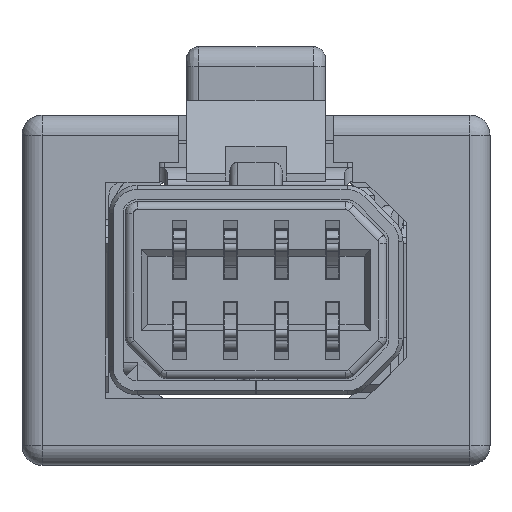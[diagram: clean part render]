
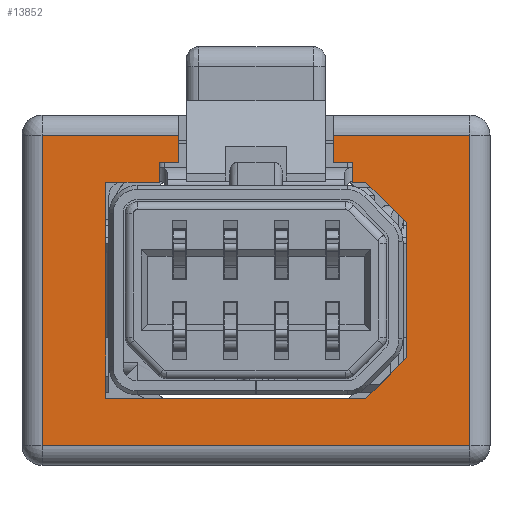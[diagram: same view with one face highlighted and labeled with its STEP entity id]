
A CAD part, front view. The second image highlights one B-rep face of the part: STEP entity #13852.
In plain terms, the highlighted planar face has unit normal (0, -1, 0).
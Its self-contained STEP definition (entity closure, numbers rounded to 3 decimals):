
#5327=CARTESIAN_POINT('',(-1.925,10.44,3.85));
#5328=VERTEX_POINT('',#5327);
#5336=CARTESIAN_POINT('',(-1.925,10.44,3.18));
#5337=VERTEX_POINT('',#5336);
#5338=CARTESIAN_POINT('',(-1.925,10.44,3.85));
#5339=DIRECTION('',(0.,0.,-1.));
#5340=VECTOR('',#5339,0.67);
#5341=LINE('',#5338,#5340);
#5342=EDGE_CURVE('',#5328,#5337,#5341,.T.);
#5392=CARTESIAN_POINT('',(1.925,10.44,3.18));
#5393=VERTEX_POINT('',#5392);
#5400=CARTESIAN_POINT('',(1.925,10.44,3.85));
#5401=VERTEX_POINT('',#5400);
#5402=CARTESIAN_POINT('',(1.925,10.44,3.18));
#5403=DIRECTION('',(0.,0.,1.));
#5404=VECTOR('',#5403,0.67);
#5405=LINE('',#5402,#5404);
#5406=EDGE_CURVE('',#5393,#5401,#5405,.T.);
#5423=CARTESIAN_POINT('',(5.31,10.44,3.85));
#5424=VERTEX_POINT('',#5423);
#5425=CARTESIAN_POINT('',(1.925,10.44,3.85));
#5426=DIRECTION('',(1.,0.,0.));
#5427=VECTOR('',#5426,3.385);
#5428=LINE('',#5425,#5427);
#5429=EDGE_CURVE('',#5401,#5424,#5428,.T.);
#5761=CARTESIAN_POINT('',(-5.31,10.44,3.85));
#5762=VERTEX_POINT('',#5761);
#5770=CARTESIAN_POINT('',(-5.31,10.44,3.85));
#5771=DIRECTION('',(1.,0.,0.));
#5772=VECTOR('',#5771,3.385);
#5773=LINE('',#5770,#5772);
#5774=EDGE_CURVE('',#5762,#5328,#5773,.T.);
#5982=CARTESIAN_POINT('',(2.73,10.44,2.68));
#5983=VERTEX_POINT('',#5982);
#5990=CARTESIAN_POINT('',(2.4,10.44,2.68));
#5991=VERTEX_POINT('',#5990);
#5992=CARTESIAN_POINT('',(2.73,10.44,2.68));
#5993=DIRECTION('',(-1.,0.,0.));
#5994=VECTOR('',#5993,0.33);
#5995=LINE('',#5992,#5994);
#5996=EDGE_CURVE('',#5983,#5991,#5995,.T.);
#6013=CARTESIAN_POINT('',(3.73,10.44,1.68));
#6014=VERTEX_POINT('',#6013);
#6045=CARTESIAN_POINT('',(3.73,10.44,-1.68));
#6046=VERTEX_POINT('',#6045);
#6053=CARTESIAN_POINT('',(3.73,10.44,1.68));
#6054=DIRECTION('',(0.,0.,-1.));
#6055=VECTOR('',#6054,3.36);
#6056=LINE('',#6053,#6055);
#6057=EDGE_CURVE('',#6014,#6046,#6056,.T.);
#6068=CARTESIAN_POINT('',(3.73,10.44,1.68));
#6069=DIRECTION('',(-0.707,0.,0.707));
#6070=VECTOR('',#6069,1.414);
#6071=LINE('',#6068,#6070);
#6072=EDGE_CURVE('',#6014,#5983,#6071,.T.);
#6104=CARTESIAN_POINT('',(-3.73,10.44,2.68));
#6105=VERTEX_POINT('',#6104);
#6113=CARTESIAN_POINT('',(-2.4,10.44,2.68));
#6114=VERTEX_POINT('',#6113);
#6121=CARTESIAN_POINT('',(-2.4,10.44,2.68));
#6122=DIRECTION('',(-1.,0.,0.));
#6123=VECTOR('',#6122,1.33);
#6124=LINE('',#6121,#6123);
#6125=EDGE_CURVE('',#6114,#6105,#6124,.T.);
#6135=CARTESIAN_POINT('',(-3.73,10.44,-2.68));
#6136=VERTEX_POINT('',#6135);
#6137=CARTESIAN_POINT('',(-3.73,10.44,2.68));
#6138=DIRECTION('',(0.,0.,-1.));
#6139=VECTOR('',#6138,5.36);
#6140=LINE('',#6137,#6139);
#6141=EDGE_CURVE('',#6105,#6136,#6140,.T.);
#6432=CARTESIAN_POINT('',(-5.31,10.44,-3.85));
#6433=VERTEX_POINT('',#6432);
#6441=CARTESIAN_POINT('',(-5.31,10.44,3.85));
#6442=DIRECTION('',(0.,0.,-1.));
#6443=VECTOR('',#6442,7.7);
#6444=LINE('',#6441,#6443);
#6445=EDGE_CURVE('',#5762,#6433,#6444,.T.);
#6468=CARTESIAN_POINT('',(5.31,10.44,-3.85));
#6469=VERTEX_POINT('',#6468);
#6470=CARTESIAN_POINT('',(5.31,10.44,3.85));
#6471=DIRECTION('',(0.,0.,-1.));
#6472=VECTOR('',#6471,7.7);
#6473=LINE('',#6470,#6472);
#6474=EDGE_CURVE('',#5424,#6469,#6473,.T.);
#7254=CARTESIAN_POINT('',(2.4,10.44,3.18));
#7255=VERTEX_POINT('',#7254);
#7256=CARTESIAN_POINT('',(2.4,10.44,3.18));
#7257=DIRECTION('',(0.,0.,-1.));
#7258=VECTOR('',#7257,0.5);
#7259=LINE('',#7256,#7258);
#7260=EDGE_CURVE('',#7255,#5991,#7259,.T.);
#7278=CARTESIAN_POINT('',(1.925,10.44,3.18));
#7279=DIRECTION('',(1.,0.,0.));
#7280=VECTOR('',#7279,0.475);
#7281=LINE('',#7278,#7280);
#7282=EDGE_CURVE('',#5393,#7255,#7281,.T.);
#7294=CARTESIAN_POINT('',(-2.4,10.44,3.18));
#7295=VERTEX_POINT('',#7294);
#7304=CARTESIAN_POINT('',(-2.4,10.44,3.18));
#7305=DIRECTION('',(1.,0.,0.));
#7306=VECTOR('',#7305,0.475);
#7307=LINE('',#7304,#7306);
#7308=EDGE_CURVE('',#7295,#5337,#7307,.T.);
#7319=CARTESIAN_POINT('',(-2.4,10.44,2.68));
#7320=DIRECTION('',(0.,0.,1.));
#7321=VECTOR('',#7320,0.5);
#7322=LINE('',#7319,#7321);
#7323=EDGE_CURVE('',#6114,#7295,#7322,.T.);
#11828=CARTESIAN_POINT('',(5.31,10.44,-3.85));
#11829=DIRECTION('',(-1.,0.,0.));
#11830=VECTOR('',#11829,10.62);
#11831=LINE('',#11828,#11830);
#11832=EDGE_CURVE('',#6469,#6433,#11831,.T.);
#13815=CARTESIAN_POINT('',(0.,10.44,0.));
#13816=DIRECTION('',(0.,0.,-1.));
#13817=DIRECTION('',(0.,-1.,0.));
#13818=AXIS2_PLACEMENT_3D('',#13815,#13817,#13816);
#13819=PLANE('',#13818);
#13820=CARTESIAN_POINT('',(2.73,10.44,-2.68));
#13821=VERTEX_POINT('',#13820);
#13822=CARTESIAN_POINT('',(2.73,10.44,-2.68));
#13823=DIRECTION('',(0.707,0.,0.707));
#13824=VECTOR('',#13823,1.414);
#13825=LINE('',#13822,#13824);
#13826=EDGE_CURVE('',#13821,#6046,#13825,.T.);
#13827=ORIENTED_EDGE('',*,*,#13826,.F.);
#13828=CARTESIAN_POINT('',(-3.73,10.44,-2.68));
#13829=DIRECTION('',(1.,0.,0.));
#13830=VECTOR('',#13829,6.46);
#13831=LINE('',#13828,#13830);
#13832=EDGE_CURVE('',#6136,#13821,#13831,.T.);
#13833=ORIENTED_EDGE('',*,*,#13832,.F.);
#13834=ORIENTED_EDGE('',*,*,#6141,.F.);
#13835=ORIENTED_EDGE('',*,*,#6125,.F.);
#13836=ORIENTED_EDGE('',*,*,#7323,.T.);
#13837=ORIENTED_EDGE('',*,*,#7308,.T.);
#13838=ORIENTED_EDGE('',*,*,#5342,.F.);
#13839=ORIENTED_EDGE('',*,*,#5774,.F.);
#13840=ORIENTED_EDGE('',*,*,#6445,.T.);
#13841=ORIENTED_EDGE('',*,*,#11832,.F.);
#13842=ORIENTED_EDGE('',*,*,#6474,.F.);
#13843=ORIENTED_EDGE('',*,*,#5429,.F.);
#13844=ORIENTED_EDGE('',*,*,#5406,.F.);
#13845=ORIENTED_EDGE('',*,*,#7282,.T.);
#13846=ORIENTED_EDGE('',*,*,#7260,.T.);
#13847=ORIENTED_EDGE('',*,*,#5996,.F.);
#13848=ORIENTED_EDGE('',*,*,#6072,.F.);
#13849=ORIENTED_EDGE('',*,*,#6057,.T.);
#13850=EDGE_LOOP('',(#13827,#13833,#13834,#13835,#13836,#13837,#13838,#13839,#13840,#13841,#13842,#13843,#13844,#13845,#13846,#13847,#13848,#13849));
#13851=FACE_OUTER_BOUND('',#13850,.T.);
#13852=ADVANCED_FACE('',(#13851),#13819,.T.);
